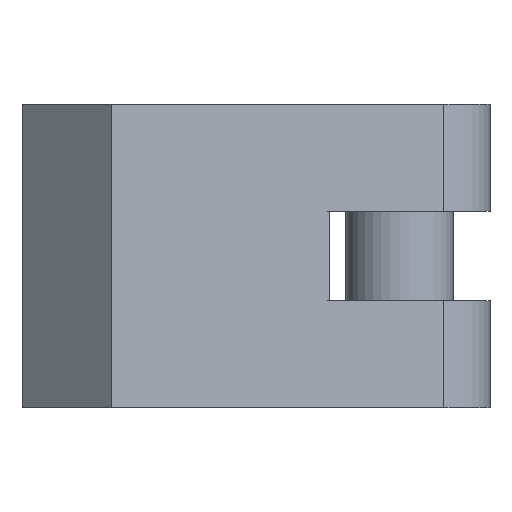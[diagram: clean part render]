
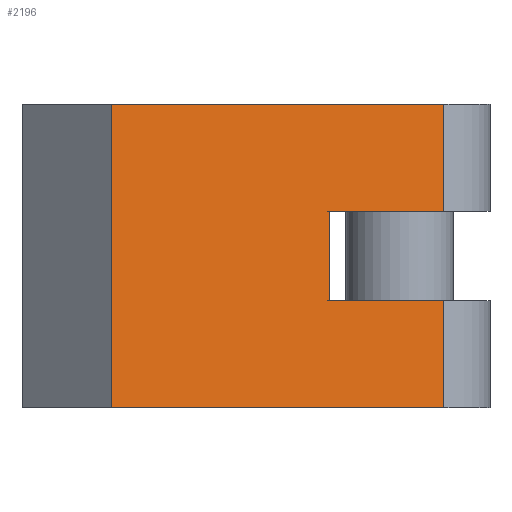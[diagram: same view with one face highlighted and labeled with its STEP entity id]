
A CAD part, front view. The second image highlights one B-rep face of the part: STEP entity #2196.
In plain terms, the highlighted planar face has unit normal (0.259, -0.966, 0).
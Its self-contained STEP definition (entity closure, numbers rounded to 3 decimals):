
#42 = LINE ( 'NONE', #1831, #2370 ) ;
#57 = EDGE_CURVE ( 'NONE', #2586, #2553, #1099, .T. ) ;
#64 = EDGE_CURVE ( 'NONE', #401, #1196, #2774, .T. ) ;
#75 = CARTESIAN_POINT ( 'NONE',  ( 17.221, 4.614, -12.385 ) ) ;
#84 = CARTESIAN_POINT ( 'NONE',  ( 6.294, 1.686, 17. ) ) ;
#175 = VECTOR ( 'NONE', #519, 1000. ) ;
#181 = CARTESIAN_POINT ( 'NONE',  ( 5., 1.34, 0. ) ) ;
#214 = DIRECTION ( 'NONE',  ( 0.966, 0.259, 0. ) ) ;
#246 = VECTOR ( 'NONE', #2295, 1000. ) ;
#300 = LINE ( 'NONE', #1190, #175 ) ;
#401 = VERTEX_POINT ( 'NONE', #2296 ) ;
#420 = ORIENTED_EDGE ( 'NONE', *, *, #57, .T. ) ;
#519 = DIRECTION ( 'NONE',  ( 0., 0., -1. ) ) ;
#526 = VECTOR ( 'NONE', #1508, 1000. ) ;
#577 = ORIENTED_EDGE ( 'NONE', *, *, #64, .F. ) ;
#735 = DIRECTION ( 'NONE',  ( 0.966, 0.259, 0. ) ) ;
#752 = EDGE_CURVE ( 'NONE', #2586, #401, #2569, .T. ) ;
#777 = ORIENTED_EDGE ( 'NONE', *, *, #2407, .F. ) ;
#841 = CARTESIAN_POINT ( 'NONE',  ( 22.17, 5.941, 11. ) ) ;
#889 = CARTESIAN_POINT ( 'NONE',  ( 17.221, 4.614, 11. ) ) ;
#1030 = LINE ( 'NONE', #1097, #2036 ) ;
#1054 = CARTESIAN_POINT ( 'NONE',  ( 23.619, 6.329, 6. ) ) ;
#1063 = CARTESIAN_POINT ( 'NONE',  ( 22.17, 5.941, 6. ) ) ;
#1091 = CARTESIAN_POINT ( 'NONE',  ( 23.619, 6.329, 17. ) ) ;
#1097 = CARTESIAN_POINT ( 'NONE',  ( 0., 0., 17. ) ) ;
#1099 = LINE ( 'NONE', #841, #526 ) ;
#1174 = PLANE ( 'NONE',  #2529 ) ;
#1190 = CARTESIAN_POINT ( 'NONE',  ( 23.619, 6.329, 17. ) ) ;
#1196 = VERTEX_POINT ( 'NONE', #1054 ) ;
#1214 = CARTESIAN_POINT ( 'NONE',  ( 23.619, 6.329, 17. ) ) ;
#1219 = CARTESIAN_POINT ( 'NONE',  ( 23.619, 6.329, 11. ) ) ;
#1229 = ORIENTED_EDGE ( 'NONE', *, *, #752, .F. ) ;
#1237 = VERTEX_POINT ( 'NONE', #181 ) ;
#1255 = VECTOR ( 'NONE', #2000, 1000. ) ;
#1317 = ORIENTED_EDGE ( 'NONE', *, *, #1666, .T. ) ;
#1344 = VECTOR ( 'NONE', #1718, 1000. ) ;
#1399 = CARTESIAN_POINT ( 'NONE',  ( 5., 1.34, 17. ) ) ;
#1491 = ORIENTED_EDGE ( 'NONE', *, *, #1897, .T. ) ;
#1508 = DIRECTION ( 'NONE',  ( 0.966, 0.259, 0. ) ) ;
#1511 = EDGE_CURVE ( 'NONE', #1196, #2471, #2341, .T. ) ;
#1575 = ORIENTED_EDGE ( 'NONE', *, *, #2793, .F. ) ;
#1612 = DIRECTION ( 'NONE',  ( -0.259, 0.966, 0. ) ) ;
#1660 = CARTESIAN_POINT ( 'NONE',  ( 5., 1.34, 30. ) ) ;
#1664 = FACE_OUTER_BOUND ( 'NONE', #1903, .T. ) ;
#1666 = EDGE_CURVE ( 'NONE', #2805, #1237, #2800, .T. ) ;
#1718 = DIRECTION ( 'NONE',  ( 0.966, 0.259, 0. ) ) ;
#1831 = CARTESIAN_POINT ( 'NONE',  ( 6.294, 1.686, 0. ) ) ;
#1897 = EDGE_CURVE ( 'NONE', #1237, #2471, #42, .T. ) ;
#1903 = EDGE_LOOP ( 'NONE', ( #777, #1317, #1491, #2411, #577, #1229, #420, #1575 ) ) ;
#2000 = DIRECTION ( 'NONE',  ( 0., 0., -1. ) ) ;
#2036 = VECTOR ( 'NONE', #214, 1000. ) ;
#2196 = ADVANCED_FACE ( 'NONE', ( #1664 ), #1174, .F. ) ;
#2213 = DIRECTION ( 'NONE',  ( 0., 0., -1. ) ) ;
#2271 = VERTEX_POINT ( 'NONE', #1091 ) ;
#2293 = CARTESIAN_POINT ( 'NONE',  ( 23.619, 6.329, 0. ) ) ;
#2295 = DIRECTION ( 'NONE',  ( 0., 0., -1. ) ) ;
#2296 = CARTESIAN_POINT ( 'NONE',  ( 17.221, 4.614, 6. ) ) ;
#2341 = LINE ( 'NONE', #1214, #2371 ) ;
#2370 = VECTOR ( 'NONE', #735, 1000. ) ;
#2371 = VECTOR ( 'NONE', #2213, 1000. ) ;
#2407 = EDGE_CURVE ( 'NONE', #2805, #2271, #1030, .T. ) ;
#2411 = ORIENTED_EDGE ( 'NONE', *, *, #1511, .F. ) ;
#2471 = VERTEX_POINT ( 'NONE', #2293 ) ;
#2472 = DIRECTION ( 'NONE',  ( -0.966, -0.259, 0. ) ) ;
#2529 = AXIS2_PLACEMENT_3D ( 'NONE', #84, #1612, #2472 ) ;
#2553 = VERTEX_POINT ( 'NONE', #1219 ) ;
#2569 = LINE ( 'NONE', #75, #1255 ) ;
#2586 = VERTEX_POINT ( 'NONE', #889 ) ;
#2774 = LINE ( 'NONE', #1063, #1344 ) ;
#2793 = EDGE_CURVE ( 'NONE', #2271, #2553, #300, .T. ) ;
#2800 = LINE ( 'NONE', #1660, #246 ) ;
#2805 = VERTEX_POINT ( 'NONE', #1399 ) ;
